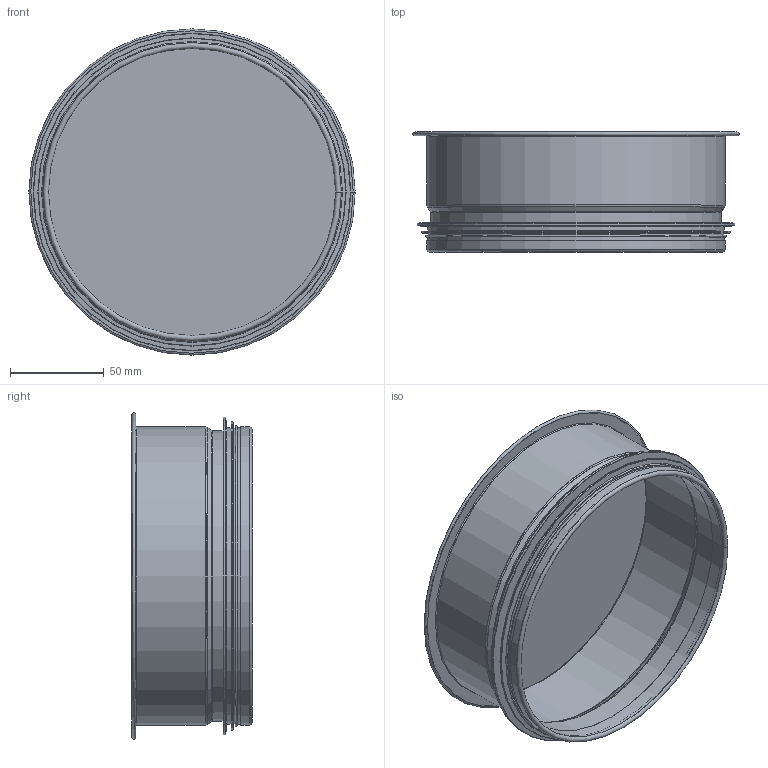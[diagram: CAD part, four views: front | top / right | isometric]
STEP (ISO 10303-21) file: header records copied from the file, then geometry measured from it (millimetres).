
FILE_DESCRIPTION((''),'2;1');
FILE_NAME('HNG-160.stp','2014-02-20T08:28:59',(''),(''),'Autodesk Inventor 2013','Autodesk Inventor 2013','');
FILE_SCHEMA(('AUTOMOTIVE_DESIGN { 1 2 10303 214 0 1 1 1 }'));
Length unit declared in the file: millimetre
Products named in the file (4): HNG-160; HNGRörämne-160; HNGN-160; 999005
Assembly tree (3 placements, depth 2):
  HNG-160
    HNGRörämne-160
    HNGN-160
    999005
Bounding box: 174 x 64 x 174 mm (x, y, z)
Volume: 60723.9 mm3; surface area: 155604.4 mm2
Topology: 3 solids, 3 shells, 76 faces, 144 edges, 77 vertices
Faces by surface type: plane 38, torus 18, cylinder 14, cone 6
Full cylindrical faces by diameter (mm): 153.2 x1, 154.2 x1, 155.4 x1, 158 x5, 159 x2, 162 x1, 164.4 x1, 169.4 x1, 171.05 x1
Entity records: 2019 total; most frequent: DIRECTION 368, CARTESIAN_POINT 289, ORIENTED_EDGE 258, AXIS2_PLACEMENT_3D 156, EDGE_CURVE 129, EDGE_LOOP 96, STYLED_ITEM 79, VERTEX_POINT 77
